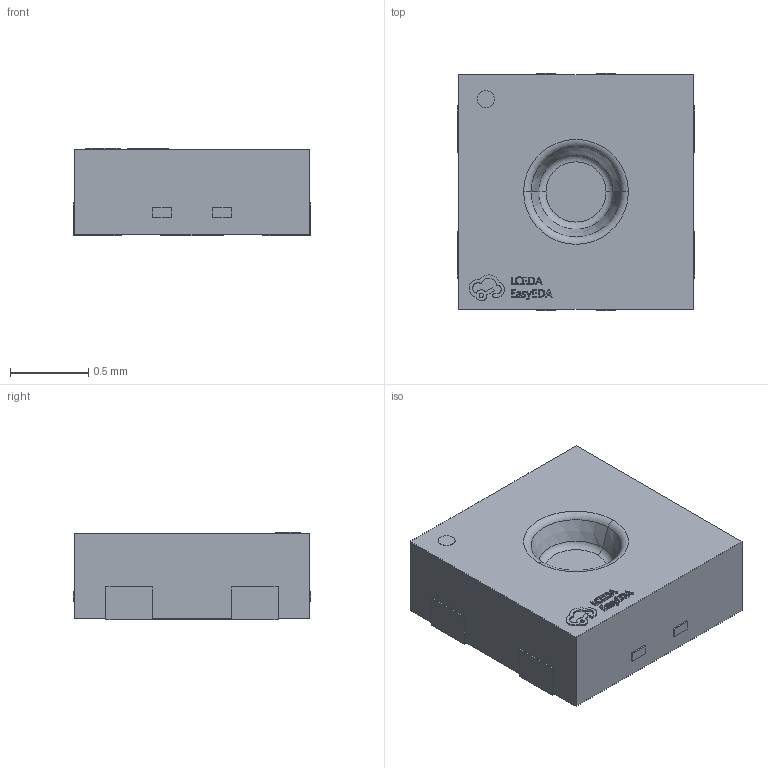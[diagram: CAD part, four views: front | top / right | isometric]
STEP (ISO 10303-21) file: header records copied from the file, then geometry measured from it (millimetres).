
FILE_DESCRIPTION (( 'STEP AP214' ), '1' );
FILE_NAME ('DFN-4_L1.5-W1.5-P0.8.step', '2022-06-30T13:13:08', ( '' ), ( '' ), 'SwSTEP 2.0', 'SolidWorks 2020', '' );
FILE_SCHEMA (( 'AUTOMOTIVE_DESIGN' ));
Length unit declared in the file: millimetre
Products named in the file (1): DFN-4_L1.5-W1.5-P0.8
Bounding box: 1.52 x 1.52 x 0.56 mm (x, y, z)
Volume: 1.2 mm3; surface area: 8.1 mm2
Topology: 1 solids, 1 shells, 299 faces, 809 edges, 538 vertices
Faces by surface type: plane 184, bspline 98, cylinder 11, torus 4, cone 2
Entity records: 13149 total; most frequent: CARTESIAN_POINT 2953, ORIENTED_EDGE 1618, DIRECTION 1047, EDGE_CURVE 809, VECTOR 575, LINE 575, VERTEX_POINT 538, EDGE_LOOP 325
